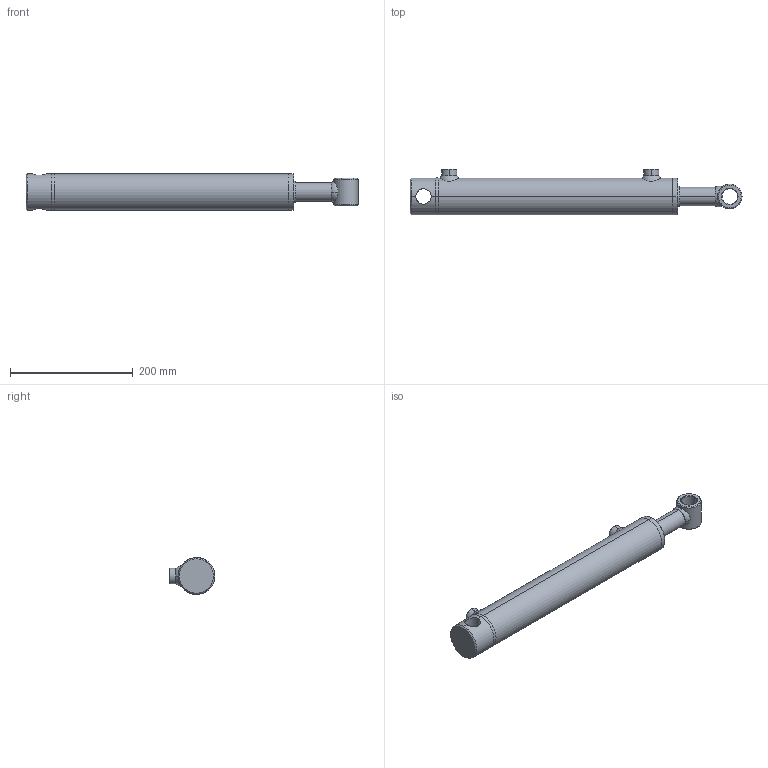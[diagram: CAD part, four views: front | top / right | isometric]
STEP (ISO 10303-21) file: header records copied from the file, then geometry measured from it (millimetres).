
FILE_DESCRIPTION (( 'STEP AP203' ), '1' );
FILE_NAME ('702.3.STEP', '2014-07-23T13:59:35', ( '' ), ( '' ), 'SwSTEP 2.0', 'SolidWorks 2013', '' );
FILE_SCHEMA (( 'CONFIG_CONTROL_DESIGN' ));
Length unit declared in the file: millimetre
Products named in the file (1): 702.3
Bounding box: 542 x 74.99 x 60.41 mm (x, y, z)
Surface area: 150164.3 mm2 (no closed solid volume)
Topology: 0 solids, 12 shells, 82 faces, 211 edges, 138 vertices
Faces by surface type: cylinder 29, cone 27, plane 14, torus 12
Entity records: 3450 total; most frequent: CARTESIAN_POINT 1358, DIRECTION 458, ORIENTED_EDGE 368, EDGE_CURVE 211, AXIS2_PLACEMENT_3D 196, VERTEX_POINT 138, CIRCLE 113, EDGE_LOOP 98
